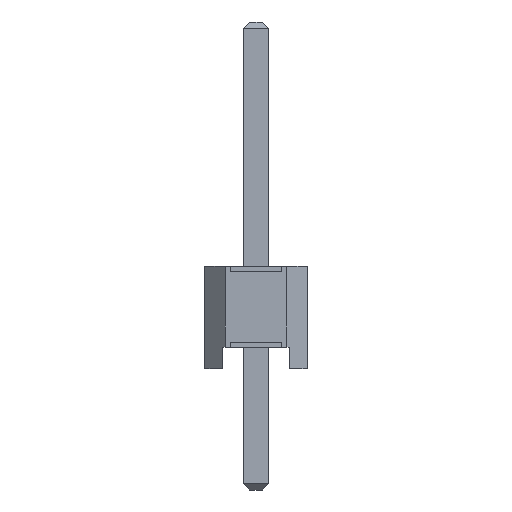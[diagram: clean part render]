
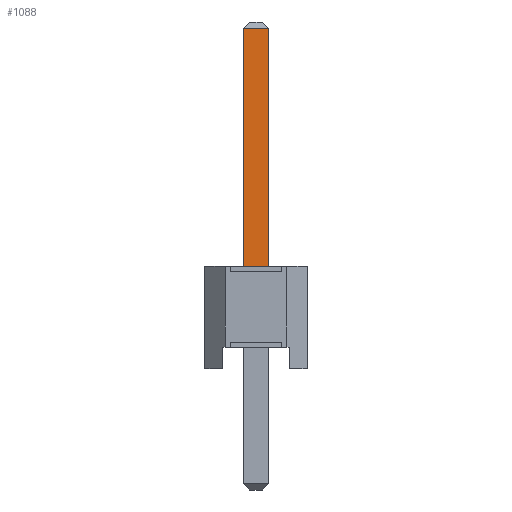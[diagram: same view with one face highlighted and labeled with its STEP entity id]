
A CAD part, front view. The second image highlights one B-rep face of the part: STEP entity #1088.
In plain terms, the highlighted planar face has unit normal (0, -1, 0).
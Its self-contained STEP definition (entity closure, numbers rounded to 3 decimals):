
#1088=ADVANCED_FACE('',(#2820),#2822,.T.);
#2820=FACE_BOUND('',#2821,.T.);
#2821=EDGE_LOOP('',(#4185,#4186,#4187,#4188));
#2822=PLANE('',#2823);
#2823=AXIS2_PLACEMENT_3D('',#2824,#2825,#2826);
#2824=CARTESIAN_POINT('',(0.32,-0.32,-2.84));
#2825=DIRECTION('',(-0.,-1.,0.));
#2826=DIRECTION('',(0.,0.,1.));
#4185=ORIENTED_EDGE('',*,*,#4743,.T.);
#4186=ORIENTED_EDGE('',*,*,#4975,.T.);
#4187=ORIENTED_EDGE('',*,*,#4976,.T.);
#4188=ORIENTED_EDGE('',*,*,#4977,.F.);
#4743=EDGE_CURVE('',#5428,#5426,#5429,.T.);
#4975=EDGE_CURVE('',#5426,#5778,#5780,.T.);
#4976=EDGE_CURVE('',#5778,#5781,#5782,.T.);
#4977=EDGE_CURVE('',#5428,#5781,#5783,.T.);
#5426=VERTEX_POINT('',#6622);
#5428=VERTEX_POINT('',#6626);
#5429=LINE('',#6627,#6628);
#5778=VERTEX_POINT('',#7438);
#5780=LINE('',#7442,#7443);
#5781=VERTEX_POINT('',#7445);
#5782=LINE('',#7446,#7447);
#5783=LINE('',#7449,#7450);
#6622=CARTESIAN_POINT('',(0.32,-0.32,2.54));
#6626=CARTESIAN_POINT('',(-0.32,-0.32,2.54));
#6627=CARTESIAN_POINT('',(-0.32,-0.32,2.54));
#6628=VECTOR('',#6629,1.);
#6629=DIRECTION('',(1.,0.,0.));
#7438=CARTESIAN_POINT('',(0.32,-0.32,8.44));
#7442=CARTESIAN_POINT('',(0.32,-0.32,2.54));
#7443=VECTOR('',#7444,1.);
#7444=DIRECTION('',(0.,0.,1.));
#7445=CARTESIAN_POINT('',(-0.32,-0.32,8.44));
#7446=CARTESIAN_POINT('',(0.32,-0.32,8.44));
#7447=VECTOR('',#7448,1.);
#7448=DIRECTION('',(-1.,0.,0.));
#7449=CARTESIAN_POINT('',(-0.32,-0.32,2.54));
#7450=VECTOR('',#7451,1.);
#7451=DIRECTION('',(0.,0.,1.));
